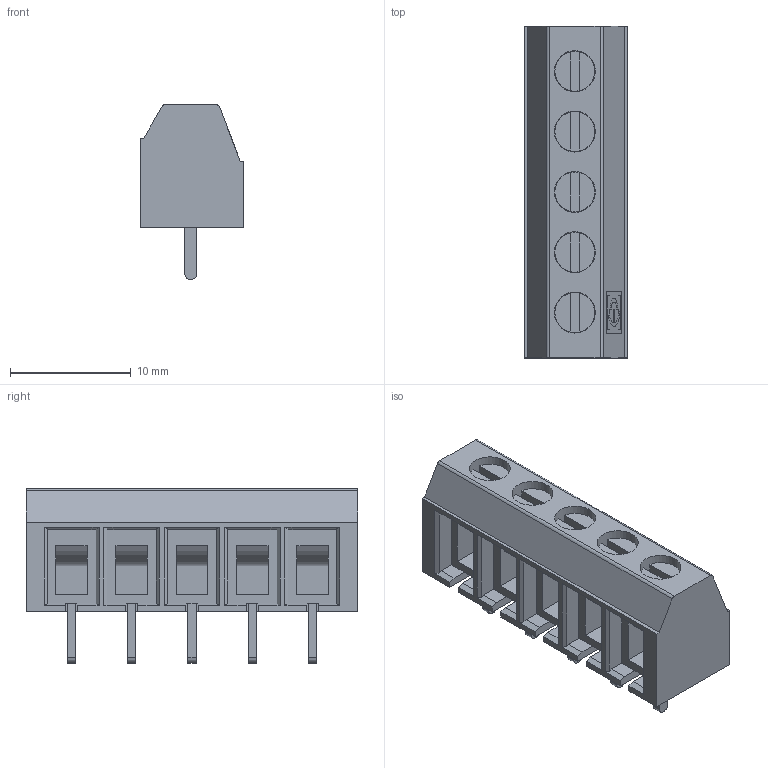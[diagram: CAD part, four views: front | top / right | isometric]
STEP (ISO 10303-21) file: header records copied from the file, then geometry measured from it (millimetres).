
FILE_DESCRIPTION(('STEP AP214'),'1');
FILE_NAME('MBE155-5-V-TH-BK.stp','2025-05-16T12:38:56',(' '),(' '),'Spatial InterOp 3D',' ',' ');
FILE_SCHEMA(('AUTOMOTIVE_DESIGN { 1 0 10303 214 1 1 1 1 }'));
Length unit declared in the file: metre
Products named in the file (1): 1747404894
Bounding box: 8.6 x 27.5 x 14.5 mm (x, y, z)
Volume: 1663.4 mm3; surface area: 1932.9 mm2
Topology: 1 solids, 1 shells, 251 faces, 678 edges, 452 vertices
Faces by surface type: plane 219, cylinder 26, torus 5, extrusion 1
Full cylindrical faces by diameter (mm): 3.3 x5, 3.4 x5
Entity records: 9663 total; most frequent: CARTESIAN_POINT 1365, ORIENTED_EDGE 1306, DIRECTION 1226, EDGE_CURVE 653, VECTOR 580, LINE 579, VERTEX_POINT 442, AXIS2_PLACEMENT_3D 323
